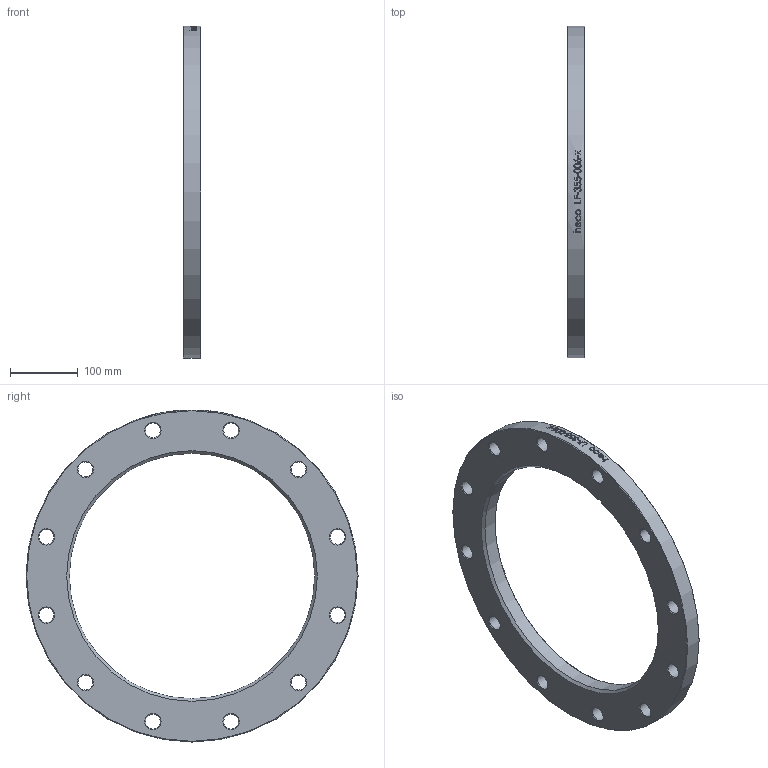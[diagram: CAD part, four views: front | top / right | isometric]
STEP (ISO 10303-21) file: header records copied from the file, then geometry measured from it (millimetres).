
FILE_DESCRIPTION (( 'STEP AP214' ), '1' );
FILE_NAME ('LF-355-006-x Loser Flansch 2012.STEP', '2020-12-17T13:19:36', ( '' ), ( '' ), 'SwSTEP 2.0', 'SolidWorks 2019', '' );
FILE_SCHEMA (( 'AUTOMOTIVE_DESIGN' ));
Length unit declared in the file: millimetre
Products named in the file (1): LF-355-006-x Loser Flansch 2012
Bounding box: 26 x 490 x 490 mm (x, y, z)
Volume: 2097307.6 mm3; surface area: 247295.2 mm2
Topology: 1 solids, 1 shells, 65 faces, 278 edges, 235 vertices
Faces by surface type: cylinder 35, cone 28, plane 2
Full cylindrical faces by diameter (mm): 22 x12, 362 x1, 490 x1
Entity records: 7033 total; most frequent: CARTESIAN_POINT 4783, ORIENTED_EDGE 438, DIRECTION 328, VERTEX_POINT 219, EDGE_CURVE 219, EDGE_LOOP 154, AXIS2_PLACEMENT_3D 153, B_SPLINE_CURVE_WITH_KNOTS 110
